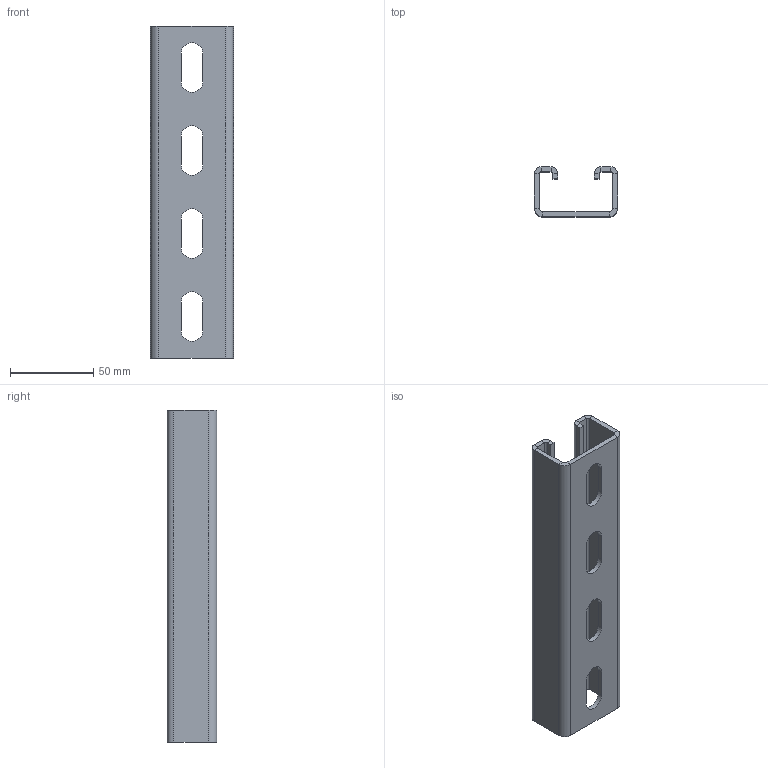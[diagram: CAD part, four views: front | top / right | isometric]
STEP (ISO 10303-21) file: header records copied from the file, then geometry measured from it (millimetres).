
FILE_DESCRIPTION (( 'STEP AP214' ), '1' );
FILE_NAME ('1121391.stp', '2016-07-21T06:08:19', ( '' ), ( '' ), 'SwSTEP 2.0', 'SolidWorks 2014', '' );
FILE_SCHEMA (( 'AUTOMOTIVE_DESIGN' ));
Length unit declared in the file: millimetre
Products named in the file (1): 1121391
Bounding box: 50 x 30 x 200 mm (x, y, z)
Volume: 71763.6 mm3; surface area: 50756.4 mm2
Topology: 1 solids, 1 shells, 116 faces, 267 edges, 162 vertices
Faces by surface type: plane 76, cylinder 36, bspline 4
Entity records: 3281 total; most frequent: CARTESIAN_POINT 598, DIRECTION 557, ORIENTED_EDGE 534, EDGE_CURVE 267, LINE 187, VECTOR 187, AXIS2_PLACEMENT_3D 185, VERTEX_POINT 162
